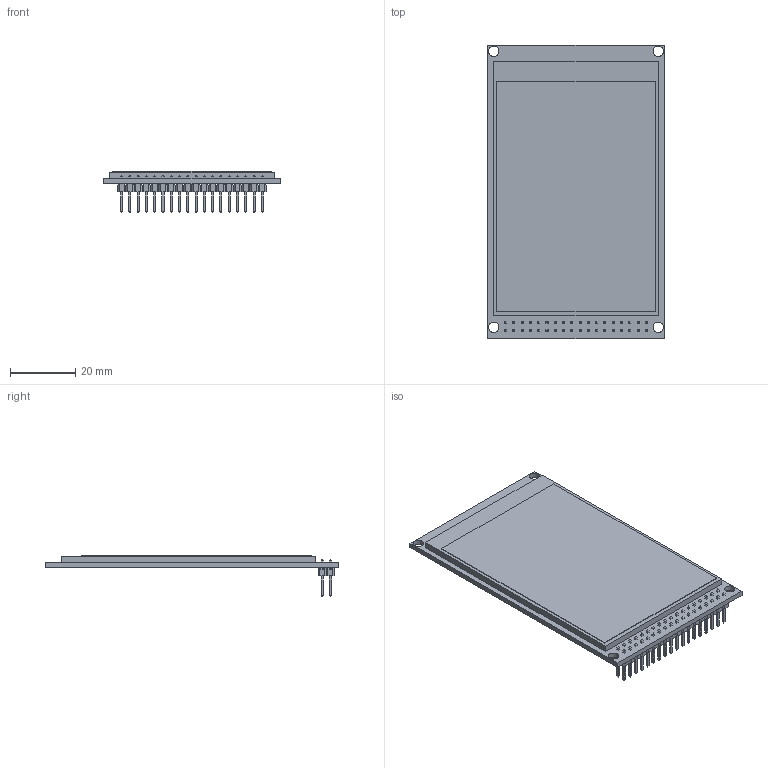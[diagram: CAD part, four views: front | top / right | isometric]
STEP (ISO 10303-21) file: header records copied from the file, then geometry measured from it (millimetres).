
FILE_DESCRIPTION(('FreeCAD Model'),'2;1');
FILE_NAME('Display480x320.step', '2017-03-30T08:48:54',('Author'),(''), 'Open CASCADE STEP processor 6.8','FreeCAD','Unknown');
FILE_SCHEMA(('AUTOMOTIVE_DESIGN_CC2 { 1 2 10303 214 -1 1 5 4 }'));
Length unit declared in the file: millimetre
Products named in the file (2): ASSEMBLY; Fusion001
Assembly tree (1 placements, depth 2):
  ASSEMBLY
    Fusion001
Bounding box: 54.1 x 90 x 12.65 mm (x, y, z)
Volume: 16921.1 mm3; surface area: 12116.9 mm2
Topology: 1 solids, 1 shells, 1212 faces, 3206 edges, 1984 vertices
Faces by surface type: plane 1208, cylinder 4
Full cylindrical faces by diameter (mm): 3.2 x4
Entity records: 85365 total; most frequent: CARTESIAN_POINT 14184, DIRECTION 10686, LINE 8234, VECTOR 8234, ORIENTED_EDGE 6412, PCURVE 6412, DEFINITIONAL_REPRESENTATION 6412, EDGE_CURVE 3206
